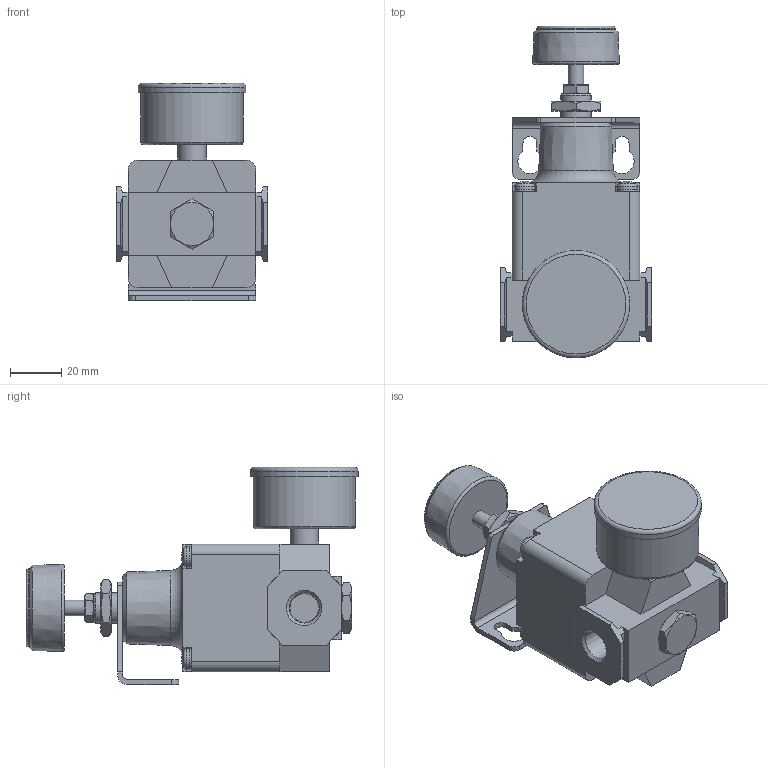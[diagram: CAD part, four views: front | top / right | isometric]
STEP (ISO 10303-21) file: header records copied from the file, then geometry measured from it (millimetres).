
FILE_DESCRIPTION( ( 'STEP AP203' ), '1' );
FILE_NAME( 'MAIR200-8A-4K-C-G.stp', '2020-07-28T14:32:12', ( 'License CC BY-ND 4.0' ), ( 'CADENAS' ), ' ', 'PARTsolutions', ' ' );
FILE_SCHEMA( ( 'CONFIG_CONTROL_DESIGN' ) );
Length unit declared in the file: millimetre
Products named in the file (1): _MAIR200-8A-4K-C-G
Bounding box: 59.2 x 129.8 x 85 mm (x, y, z)
Volume: 205667.3 mm3; surface area: 36044.1 mm2
Topology: 1 solids, 1 shells, 228 faces, 582 edges, 379 vertices
Faces by surface type: plane 165, cylinder 33, cone 17, torus 9, sphere 4
Full cylindrical faces by diameter (mm): 6 x1, 7.6 x4, 8 x4, 11 x1, 12 x2, 30.5 x1, 40 x1, 42 x1
Entity records: 6926 total; most frequent: CARTESIAN_POINT 1492, DIRECTION 1100, ORIENTED_EDGE 1064, EDGE_CURVE 532, AXIS2_PLACEMENT_3D 375, VERTEX_POINT 375, LINE 350, VECTOR 350
